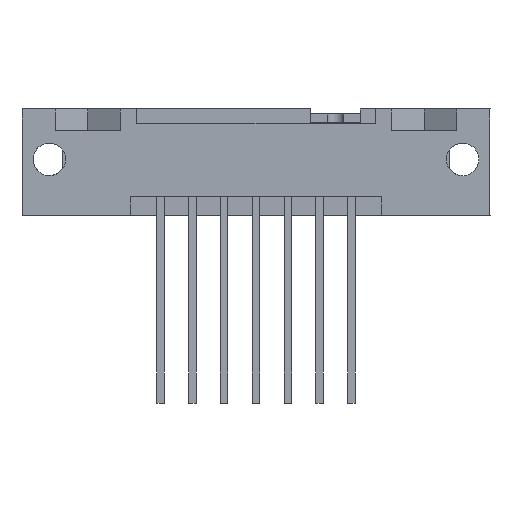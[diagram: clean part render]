
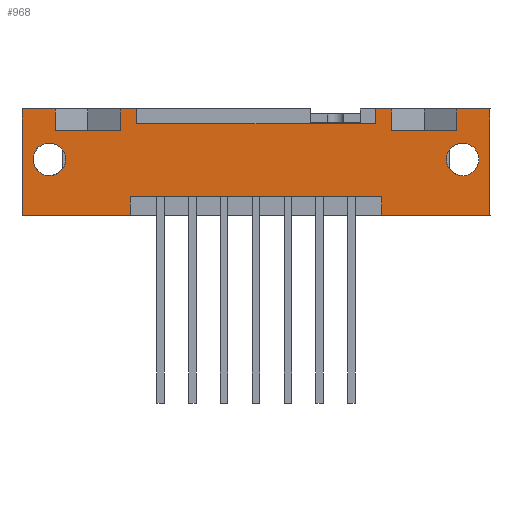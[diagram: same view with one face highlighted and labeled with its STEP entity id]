
A CAD part, front view. The second image highlights one B-rep face of the part: STEP entity #968.
In plain terms, the highlighted planar face has unit normal (0, -1, 0).
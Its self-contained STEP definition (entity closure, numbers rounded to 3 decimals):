
#734=FACE_BOUND('',#1675,.T.);
#735=FACE_BOUND('',#1676,.T.);
#736=FACE_BOUND('',#1677,.T.);
#768=CIRCLE('',#5326,1.3);
#769=CIRCLE('',#5344,1.3);
#968=ADVANCED_FACE('',(#734,#735,#736),#1199,.T.);
#1199=PLANE('',#5345);
#1675=EDGE_LOOP('',(#2598));
#1676=EDGE_LOOP('',(#2599));
#1677=EDGE_LOOP('',(#2600,#2601,#2602,#2603,#2604,#2605,#2606,#2607,#2608,
#2609,#2610,#2611,#2612,#2613,#2614,#2615,#2616,#2617,#2618,#2619));
#2598=ORIENTED_EDGE('',*,*,#3857,.T.);
#2599=ORIENTED_EDGE('',*,*,#3801,.T.);
#2600=ORIENTED_EDGE('',*,*,#3856,.T.);
#2601=ORIENTED_EDGE('',*,*,#3847,.T.);
#2602=ORIENTED_EDGE('',*,*,#3858,.T.);
#2603=ORIENTED_EDGE('',*,*,#3859,.T.);
#2604=ORIENTED_EDGE('',*,*,#3754,.T.);
#2605=ORIENTED_EDGE('',*,*,#3756,.T.);
#2606=ORIENTED_EDGE('',*,*,#3743,.T.);
#2607=ORIENTED_EDGE('',*,*,#3860,.T.);
#2608=ORIENTED_EDGE('',*,*,#3861,.T.);
#2609=ORIENTED_EDGE('',*,*,#3862,.T.);
#2610=ORIENTED_EDGE('',*,*,#3863,.T.);
#2611=ORIENTED_EDGE('',*,*,#3864,.T.);
#2612=ORIENTED_EDGE('',*,*,#3737,.T.);
#2613=ORIENTED_EDGE('',*,*,#3740,.T.);
#2614=ORIENTED_EDGE('',*,*,#3726,.T.);
#2615=ORIENTED_EDGE('',*,*,#3865,.T.);
#2616=ORIENTED_EDGE('',*,*,#3837,.F.);
#2617=ORIENTED_EDGE('',*,*,#3841,.T.);
#2618=ORIENTED_EDGE('',*,*,#3850,.T.);
#2619=ORIENTED_EDGE('',*,*,#3853,.T.);
#3202=VERTEX_POINT('',#7268);
#3203=VERTEX_POINT('',#7269);
#3210=VERTEX_POINT('',#7289);
#3211=VERTEX_POINT('',#7291);
#3214=VERTEX_POINT('',#7302);
#3216=VERTEX_POINT('',#7305);
#3222=VERTEX_POINT('',#7323);
#3223=VERTEX_POINT('',#7325);
#3258=VERTEX_POINT('',#7424);
#3282=VERTEX_POINT('',#7494);
#3283=VERTEX_POINT('',#7496);
#3286=VERTEX_POINT('',#7503);
#3290=VERTEX_POINT('',#7513);
#3291=VERTEX_POINT('',#7515);
#3293=VERTEX_POINT('',#7520);
#3294=VERTEX_POINT('',#7525);
#3296=VERTEX_POINT('',#7535);
#3297=VERTEX_POINT('',#7537);
#3298=VERTEX_POINT('',#7540);
#3299=VERTEX_POINT('',#7542);
#3300=VERTEX_POINT('',#7544);
#3301=VERTEX_POINT('',#7546);
#3726=EDGE_CURVE('',#3202,#3203,#4330,.T.);
#3737=EDGE_CURVE('',#3211,#3210,#4341,.T.);
#3740=EDGE_CURVE('',#3210,#3202,#4343,.T.);
#3743=EDGE_CURVE('',#3216,#3214,#4345,.T.);
#3754=EDGE_CURVE('',#3222,#3223,#4356,.T.);
#3756=EDGE_CURVE('',#3223,#3216,#4357,.T.);
#3801=EDGE_CURVE('',#3258,#3258,#768,.T.);
#3837=EDGE_CURVE('',#3282,#3283,#4431,.T.);
#3841=EDGE_CURVE('',#3282,#3286,#4435,.T.);
#3847=EDGE_CURVE('',#3291,#3290,#4441,.T.);
#3850=EDGE_CURVE('',#3286,#3293,#4444,.T.);
#3853=EDGE_CURVE('',#3293,#3294,#4447,.T.);
#3856=EDGE_CURVE('',#3294,#3291,#4450,.T.);
#3857=EDGE_CURVE('',#3296,#3296,#769,.T.);
#3858=EDGE_CURVE('',#3290,#3297,#4451,.T.);
#3859=EDGE_CURVE('',#3297,#3222,#4452,.T.);
#3860=EDGE_CURVE('',#3214,#3298,#4453,.T.);
#3861=EDGE_CURVE('',#3298,#3299,#4454,.T.);
#3862=EDGE_CURVE('',#3299,#3300,#4455,.T.);
#3863=EDGE_CURVE('',#3300,#3301,#4456,.T.);
#3864=EDGE_CURVE('',#3301,#3211,#4457,.T.);
#3865=EDGE_CURVE('',#3203,#3283,#4458,.T.);
#4330=LINE('',#7267,#4919);
#4341=LINE('',#7290,#4930);
#4343=LINE('',#7296,#4932);
#4345=LINE('',#7304,#4934);
#4356=LINE('',#7326,#4945);
#4357=LINE('',#7330,#4946);
#4431=LINE('',#7495,#5020);
#4435=LINE('',#7504,#5024);
#4441=LINE('',#7514,#5030);
#4444=LINE('',#7521,#5033);
#4447=LINE('',#7527,#5036);
#4450=LINE('',#7532,#5039);
#4451=LINE('',#7536,#5040);
#4452=LINE('',#7538,#5041);
#4453=LINE('',#7539,#5042);
#4454=LINE('',#7541,#5043);
#4455=LINE('',#7543,#5044);
#4456=LINE('',#7545,#5045);
#4457=LINE('',#7547,#5046);
#4458=LINE('',#7548,#5047);
#4919=VECTOR('',#6073,1.);
#4930=VECTOR('',#6090,1.);
#4932=VECTOR('',#6096,1.);
#4934=VECTOR('',#6104,1.);
#4945=VECTOR('',#6121,1.);
#4946=VECTOR('',#6126,1.);
#5020=VECTOR('',#6266,1.);
#5024=VECTOR('',#6272,1.);
#5030=VECTOR('',#6278,1.);
#5033=VECTOR('',#6283,1.);
#5036=VECTOR('',#6288,1.);
#5039=VECTOR('',#6295,1.);
#5040=VECTOR('',#6300,1.);
#5041=VECTOR('',#6301,1.);
#5042=VECTOR('',#6302,1.);
#5043=VECTOR('',#6303,1.);
#5044=VECTOR('',#6304,1.);
#5045=VECTOR('',#6305,1.);
#5046=VECTOR('',#6306,1.);
#5047=VECTOR('',#6307,1.);
#5326=AXIS2_PLACEMENT_3D('',#7423,#6207,#6208);
#5344=AXIS2_PLACEMENT_3D('',#7534,#6298,#6299);
#5345=AXIS2_PLACEMENT_3D('',#7549,#6308,#6309);
#6073=DIRECTION('',(0.,0.,1.));
#6090=DIRECTION('',(0.,0.,-1.));
#6096=DIRECTION('',(-1.,0.,0.));
#6104=DIRECTION('',(0.,0.,1.));
#6121=DIRECTION('',(0.,0.,-1.));
#6126=DIRECTION('',(-1.,0.,0.));
#6207=DIRECTION('',(0.,1.,0.));
#6208=DIRECTION('',(1.,0.,0.));
#6266=DIRECTION('',(0.,0.,1.));
#6272=DIRECTION('',(1.,0.,0.));
#6278=DIRECTION('',(1.,0.,0.));
#6283=DIRECTION('',(0.,0.,1.));
#6288=DIRECTION('',(1.,0.,0.));
#6295=DIRECTION('',(0.,0.,-1.));
#6298=DIRECTION('',(0.,1.,0.));
#6299=DIRECTION('',(1.,0.,0.));
#6300=DIRECTION('',(0.,0.,1.));
#6301=DIRECTION('',(-1.,0.,0.));
#6302=DIRECTION('',(-1.,0.,0.));
#6303=DIRECTION('',(0.,0.,-1.));
#6304=DIRECTION('',(-1.,0.,0.));
#6305=DIRECTION('',(0.,0.,1.));
#6306=DIRECTION('',(-1.,0.,0.));
#6307=DIRECTION('',(-1.,0.,0.));
#6308=DIRECTION('',(0.,-1.,0.));
#6309=DIRECTION('',(1.,0.,0.));
#7267=CARTESIAN_POINT('',(-28.933,2.59,6.8));
#7268=CARTESIAN_POINT('',(-28.933,2.59,6.8));
#7269=CARTESIAN_POINT('',(-28.933,2.59,8.5));
#7289=CARTESIAN_POINT('',(-23.733,2.59,6.8));
#7290=CARTESIAN_POINT('',(-23.733,2.59,8.5));
#7291=CARTESIAN_POINT('',(-23.733,2.59,8.5));
#7296=CARTESIAN_POINT('',(-23.733,2.59,6.8));
#7302=CARTESIAN_POINT('',(-2.013,2.59,8.5));
#7304=CARTESIAN_POINT('',(-2.013,2.59,6.8));
#7305=CARTESIAN_POINT('',(-2.013,2.59,6.8));
#7323=CARTESIAN_POINT('',(3.187,2.59,8.5));
#7325=CARTESIAN_POINT('',(3.187,2.59,6.8));
#7326=CARTESIAN_POINT('',(3.187,2.59,8.5));
#7330=CARTESIAN_POINT('',(3.187,2.59,6.8));
#7423=CARTESIAN_POINT('',(-29.383,2.59,4.47));
#7424=CARTESIAN_POINT('',(-28.083,2.59,4.47));
#7494=CARTESIAN_POINT('',(-31.573,2.59,0.));
#7495=CARTESIAN_POINT('',(-31.573,2.59,0.));
#7496=CARTESIAN_POINT('',(-31.573,2.59,8.5));
#7503=CARTESIAN_POINT('',(-22.913,2.59,0.));
#7504=CARTESIAN_POINT('',(-31.573,2.59,0.));
#7513=CARTESIAN_POINT('',(5.827,2.59,0.));
#7514=CARTESIAN_POINT('',(-2.833,2.59,0.));
#7515=CARTESIAN_POINT('',(-2.833,2.59,0.));
#7520=CARTESIAN_POINT('',(-22.913,2.59,1.48));
#7521=CARTESIAN_POINT('',(-22.913,2.59,0.));
#7525=CARTESIAN_POINT('',(-2.833,2.59,1.48));
#7527=CARTESIAN_POINT('',(-22.913,2.59,1.48));
#7532=CARTESIAN_POINT('',(-2.833,2.59,1.48));
#7534=CARTESIAN_POINT('',(3.637,2.59,4.47));
#7535=CARTESIAN_POINT('',(4.937,2.59,4.47));
#7536=CARTESIAN_POINT('',(5.827,2.59,0.));
#7537=CARTESIAN_POINT('',(5.827,2.59,8.5));
#7538=CARTESIAN_POINT('',(5.827,2.59,8.5));
#7539=CARTESIAN_POINT('',(-2.013,2.59,8.5));
#7540=CARTESIAN_POINT('',(-3.333,2.59,8.5));
#7541=CARTESIAN_POINT('',(-3.333,2.59,8.5));
#7542=CARTESIAN_POINT('',(-3.333,2.59,7.3));
#7543=CARTESIAN_POINT('',(-3.333,2.59,7.3));
#7544=CARTESIAN_POINT('',(-22.413,2.59,7.3));
#7545=CARTESIAN_POINT('',(-22.413,2.59,7.3));
#7546=CARTESIAN_POINT('',(-22.413,2.59,8.5));
#7547=CARTESIAN_POINT('',(-22.413,2.59,8.5));
#7548=CARTESIAN_POINT('',(-28.933,2.59,8.5));
#7549=CARTESIAN_POINT('',(-31.573,2.59,0.));
